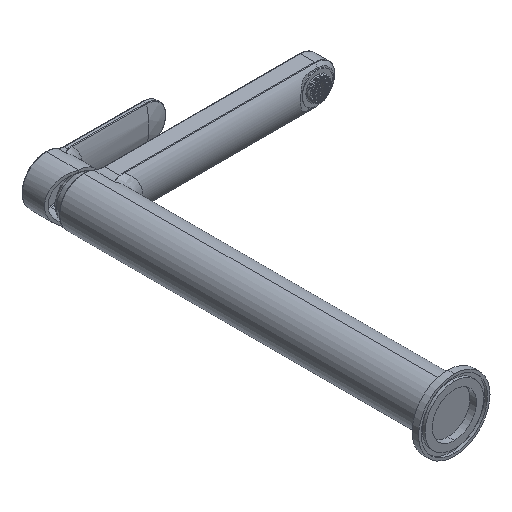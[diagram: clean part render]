
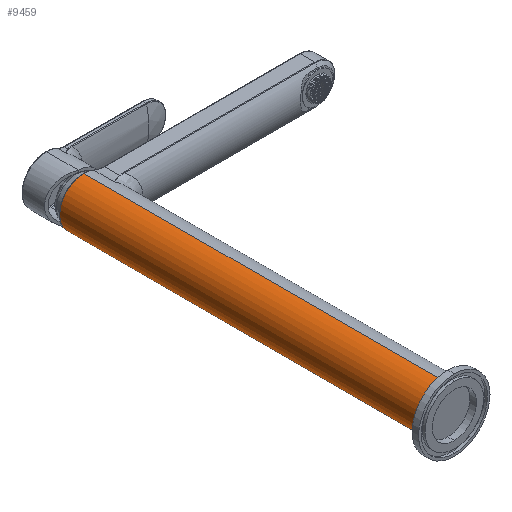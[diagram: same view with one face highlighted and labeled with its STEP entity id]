
A CAD part, isometric view. The second image highlights one B-rep face of the part: STEP entity #9459.
In plain terms, the highlighted cylindrical face has radius 18.5 mm (diameter 37 mm), a partial arc.
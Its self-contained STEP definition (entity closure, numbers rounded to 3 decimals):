
#275 = EDGE_CURVE ( 'NONE', #4196, #16637, #10805, .T. ) ;
#430 = DIRECTION ( 'NONE',  ( 0., 1., 0. ) ) ;
#747 = DIRECTION ( 'NONE',  ( 0., -1., 0. ) ) ;
#1058 = ORIENTED_EDGE ( 'NONE', *, *, #275, .T. ) ;
#1085 = CARTESIAN_POINT ( 'NONE',  ( 0., 279.5, -18.5 ) ) ;
#1729 = CIRCLE ( 'NONE', #16969, 18.5 ) ;
#1982 = DIRECTION ( 'NONE',  ( 0., -1., 0. ) ) ;
#2000 = FACE_OUTER_BOUND ( 'NONE', #8188, .T. ) ;
#2040 = LINE ( 'NONE', #5811, #9552 ) ;
#4196 = VERTEX_POINT ( 'NONE', #6371 ) ;
#4414 = VERTEX_POINT ( 'NONE', #13812 ) ;
#4424 = EDGE_CURVE ( 'NONE', #4196, #4778, #2040, .T. ) ;
#4778 = VERTEX_POINT ( 'NONE', #6663 ) ;
#5165 = LINE ( 'NONE', #5991, #14676 ) ;
#5507 = CARTESIAN_POINT ( 'NONE',  ( 0., 280., 0. ) ) ;
#5523 = CYLINDRICAL_SURFACE ( 'NONE', #15318, 18.5 ) ;
#5811 = CARTESIAN_POINT ( 'NONE',  ( 0., 280., 18.5 ) ) ;
#5991 = CARTESIAN_POINT ( 'NONE',  ( 0., 280., -18.5 ) ) ;
#6371 = CARTESIAN_POINT ( 'NONE',  ( 0., 279.5, 18.5 ) ) ;
#6558 = EDGE_CURVE ( 'NONE', #4414, #4778, #1729, .T. ) ;
#6663 = CARTESIAN_POINT ( 'NONE',  ( 0., 0., 18.5 ) ) ;
#6977 = DIRECTION ( 'NONE',  ( 0., -1., 0. ) ) ;
#8188 = EDGE_LOOP ( 'NONE', ( #10783, #1058, #9863, #13701 ) ) ;
#9459 = ADVANCED_FACE ( 'NONE', ( #2000 ), #5523, .T. ) ;
#9552 = VECTOR ( 'NONE', #11306, 1000. ) ;
#9863 = ORIENTED_EDGE ( 'NONE', *, *, #13479, .T. ) ;
#10783 = ORIENTED_EDGE ( 'NONE', *, *, #4424, .F. ) ;
#10805 = CIRCLE ( 'NONE', #16604, 18.5 ) ;
#11306 = DIRECTION ( 'NONE',  ( 0., -1., 0. ) ) ;
#12727 = DIRECTION ( 'NONE',  ( 0., 0., -1. ) ) ;
#13479 = EDGE_CURVE ( 'NONE', #16637, #4414, #5165, .T. ) ;
#13701 = ORIENTED_EDGE ( 'NONE', *, *, #6558, .T. ) ;
#13812 = CARTESIAN_POINT ( 'NONE',  ( 0., 0., -18.5 ) ) ;
#14676 = VECTOR ( 'NONE', #1982, 1000. ) ;
#14986 = DIRECTION ( 'NONE',  ( 0., 0., 1. ) ) ;
#15318 = AXIS2_PLACEMENT_3D ( 'NONE', #5507, #6977, #12727 ) ;
#16284 = CARTESIAN_POINT ( 'NONE',  ( 0., 279.5, 0. ) ) ;
#16604 = AXIS2_PLACEMENT_3D ( 'NONE', #16284, #747, #14986 ) ;
#16637 = VERTEX_POINT ( 'NONE', #1085 ) ;
#16969 = AXIS2_PLACEMENT_3D ( 'NONE', #17370, #430, #17439 ) ;
#17370 = CARTESIAN_POINT ( 'NONE',  ( 0., 0., 0. ) ) ;
#17439 = DIRECTION ( 'NONE',  ( 0., 0., 1. ) ) ;
